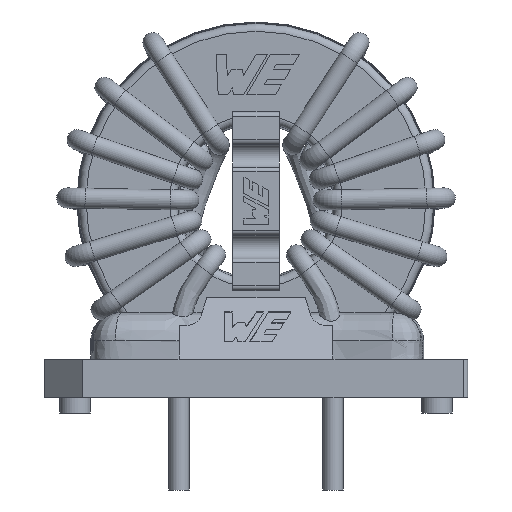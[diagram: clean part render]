
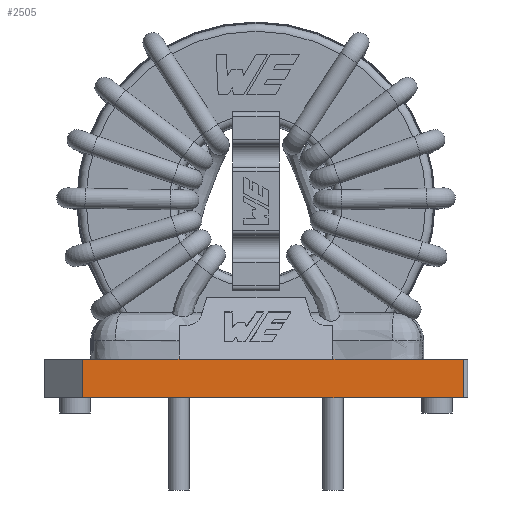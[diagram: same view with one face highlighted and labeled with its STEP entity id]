
A CAD part, left-side view. The second image highlights one B-rep face of the part: STEP entity #2505.
In plain terms, the highlighted planar face has unit normal (-1, 0, 0).
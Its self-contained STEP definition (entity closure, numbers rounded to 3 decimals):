
#2505=ADVANCED_FACE('',(#6208),#6209,.T.);
#6208=FACE_OUTER_BOUND('',#21087,.T.);
#6209=PLANE('',#21088);
#21087=EDGE_LOOP('',(#27712,#27713,#27714,#27715,#27716,#27717));
#21088=AXIS2_PLACEMENT_3D('',#27718,#27719,#27720);
#27712=ORIENTED_EDGE('',*,*,#32158,.F.);
#27713=ORIENTED_EDGE('',*,*,#32127,.F.);
#27714=ORIENTED_EDGE('',*,*,#32175,.F.);
#27715=ORIENTED_EDGE('',*,*,#32203,.T.);
#27716=ORIENTED_EDGE('',*,*,#32003,.T.);
#27717=ORIENTED_EDGE('',*,*,#32201,.F.);
#27718=CARTESIAN_POINT('',(-3.,8.75,1.));
#27719=DIRECTION('',(-1.0,0.,0.));
#27720=DIRECTION('',(0.,-1.0,0.));
#32003=EDGE_CURVE('',#32991,#32992,#32993,.T.);
#32127=EDGE_CURVE('',#33183,#33185,#33186,.T.);
#32158=EDGE_CURVE('',#33185,#33236,#33237,.T.);
#32175=EDGE_CURVE('',#33261,#33183,#33263,.T.);
#32201=EDGE_CURVE('',#33236,#32992,#33292,.T.);
#32203=EDGE_CURVE('',#33261,#32991,#33294,.T.);
#32991=VERTEX_POINT('',#34263);
#32992=VERTEX_POINT('',#34264);
#32993=LINE('',#34265,#34266);
#33183=VERTEX_POINT('',#34538);
#33185=VERTEX_POINT('',#34541);
#33186=LINE('',#34542,#34543);
#33236=VERTEX_POINT('',#34618);
#33237=LINE('',#34619,#34620);
#33261=VERTEX_POINT('',#34653);
#33263=LINE('',#34656,#34657);
#33292=LINE('',#34696,#34697);
#33294=LINE('',#34699,#34700);
#34263=CARTESIAN_POINT('',(-3.,6.25,1.));
#34264=CARTESIAN_POINT('',(-3.,-18.45,1.));
#34265=CARTESIAN_POINT('',(-3.,6.25,1.));
#34266=VECTOR('',#35346,1.0);
#34538=CARTESIAN_POINT('',(-3.,0.,3.5));
#34541=CARTESIAN_POINT('',(-3.,-10.0,3.5));
#34542=CARTESIAN_POINT('',(-3.,0.,3.5));
#34543=VECTOR('',#35508,1.0);
#34618=CARTESIAN_POINT('',(-3.,-18.45,3.5));
#34619=CARTESIAN_POINT('',(-3.,-10.0,3.5));
#34620=VECTOR('',#35540,1.0);
#34653=CARTESIAN_POINT('',(-3.,6.25,3.5));
#34656=CARTESIAN_POINT('',(-3.,6.25,3.5));
#34657=VECTOR('',#35566,1.0);
#34696=CARTESIAN_POINT('',(-3.,-18.45,3.5));
#34697=VECTOR('',#35583,1.0);
#34699=CARTESIAN_POINT('',(-3.,6.25,3.5));
#34700=VECTOR('',#35584,1.0);
#35346=DIRECTION('',(0.,-1.0,0.));
#35508=DIRECTION('',(0.,-1.0,0.));
#35540=DIRECTION('',(0.,-1.0,0.));
#35566=DIRECTION('',(0.,-1.0,0.));
#35583=DIRECTION('',(0.,0.,-1.0));
#35584=DIRECTION('',(0.,0.,-1.0));
